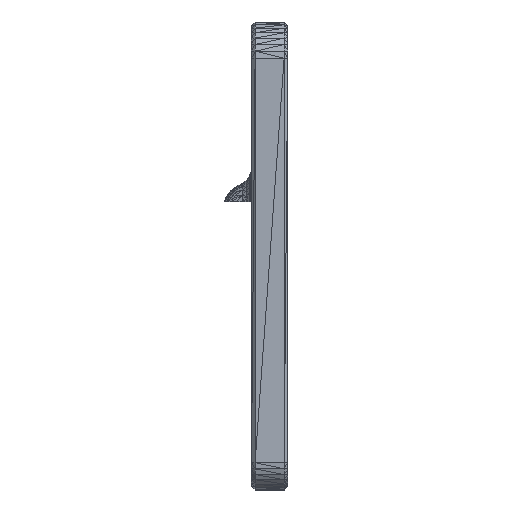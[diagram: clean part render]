
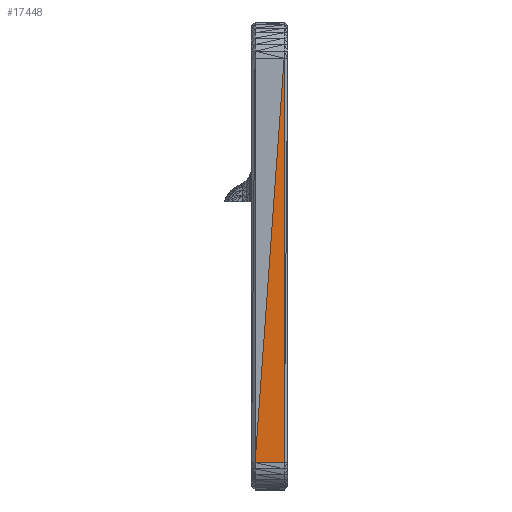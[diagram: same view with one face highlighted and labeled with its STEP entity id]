
A CAD part, front view. The second image highlights one B-rep face of the part: STEP entity #17448.
In plain terms, the highlighted planar face has unit normal (0, -1, 0).
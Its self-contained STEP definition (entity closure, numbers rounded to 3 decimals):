
#265=PLANE('',#19010);
#1797=FACE_OUTER_BOUND('',#3338,.T.);
#3338=EDGE_LOOP('',(#13243,#13244,#13245));
#5072=LINE('',#26639,#7399);
#5075=LINE('',#26646,#7402);
#5076=LINE('',#26647,#7403);
#7399=VECTOR('',#21251,1000.);
#7402=VECTOR('',#21260,1000.);
#7403=VECTOR('',#21261,1000.);
#9431=VERTEX_POINT('',#26357);
#9467=VERTEX_POINT('',#26538);
#9488=VERTEX_POINT('',#26645);
#10545=EDGE_CURVE('',#9467,#9431,#5072,.T.);
#10548=EDGE_CURVE('',#9488,#9431,#5075,.T.);
#10549=EDGE_CURVE('',#9467,#9488,#5076,.T.);
#13243=ORIENTED_EDGE('',*,*,#10545,.T.);
#13244=ORIENTED_EDGE('',*,*,#10548,.F.);
#13245=ORIENTED_EDGE('',*,*,#10549,.F.);
#17448=ADVANCED_FACE('',(#1797),#265,.F.);
#19010=AXIS2_PLACEMENT_3D('',#26644,#21258,#21259);
#21251=DIRECTION('',(0.,0.,1.));
#21258=DIRECTION('center_axis',(0.,1.,0.));
#21259=DIRECTION('ref_axis',(1.,0.,0.));
#21260=DIRECTION('',(0.072,0.,0.997));
#21261=DIRECTION('',(-1.,0.,0.));
#26357=CARTESIAN_POINT('',(105.635,-13.2,118.279));
#26538=CARTESIAN_POINT('',(105.635,-13.2,73.679));
#26639=CARTESIAN_POINT('',(105.635,-13.2,73.679));
#26644=CARTESIAN_POINT('Origin',(0.,-13.2,0.));
#26645=CARTESIAN_POINT('',(102.435,-13.2,73.679));
#26646=CARTESIAN_POINT('',(102.435,-13.2,73.679));
#26647=CARTESIAN_POINT('',(105.635,-13.2,73.679));
